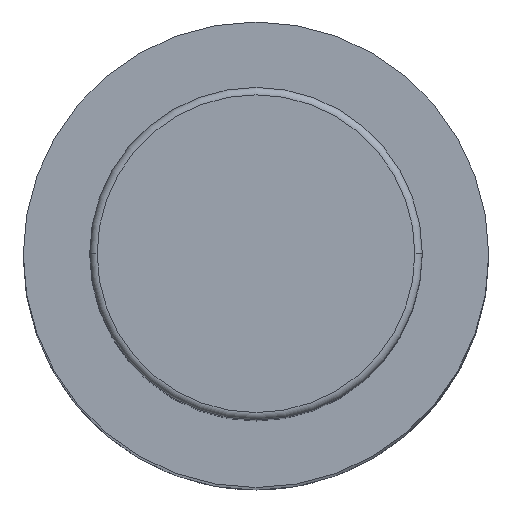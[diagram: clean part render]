
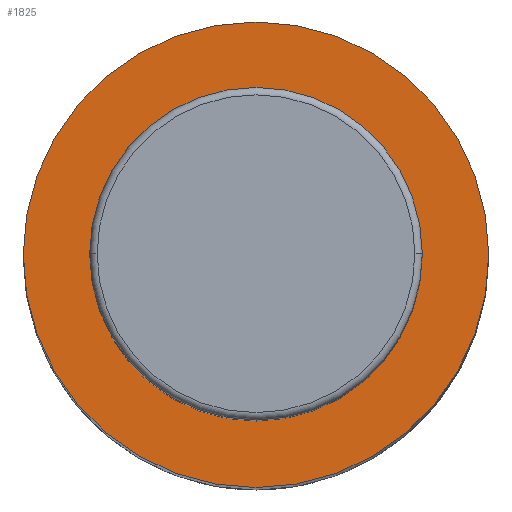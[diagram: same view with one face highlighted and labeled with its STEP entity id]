
A CAD part, top view. The second image highlights one B-rep face of the part: STEP entity #1825.
In plain terms, the highlighted planar face has unit normal (0, 0, 1).
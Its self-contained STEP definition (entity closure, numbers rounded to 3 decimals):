
#22 = VERTEX_POINT ( 'NONE', #334 ) ;
#61 = DIRECTION ( 'NONE',  ( 0., 0., -1. ) ) ;
#68 = AXIS2_PLACEMENT_3D ( 'NONE', #2376, #1136, #2578 ) ;
#73 = EDGE_CURVE ( 'NONE', #22, #948, #111, .T. ) ;
#111 = CIRCLE ( 'NONE', #384, 31.5 ) ;
#155 = ORIENTED_EDGE ( 'NONE', *, *, #73, .F. ) ;
#219 = PLANE ( 'NONE',  #545 ) ;
#294 = CIRCLE ( 'NONE', #1774, 22.5 ) ;
#329 = ORIENTED_EDGE ( 'NONE', *, *, #2253, .F. ) ;
#334 = CARTESIAN_POINT ( 'NONE',  ( -31.5, 0., 187. ) ) ;
#342 = CARTESIAN_POINT ( 'NONE',  ( 22.5, 0., 187. ) ) ;
#384 = AXIS2_PLACEMENT_3D ( 'NONE', #548, #1974, #749 ) ;
#405 = DIRECTION ( 'NONE',  ( 1., 0., 0. ) ) ;
#420 = ORIENTED_EDGE ( 'NONE', *, *, #1946, .T. ) ;
#446 = CARTESIAN_POINT ( 'NONE',  ( 0., 0., 187. ) ) ;
#485 = EDGE_LOOP ( 'NONE', ( #420, #1927 ) ) ;
#545 = AXIS2_PLACEMENT_3D ( 'NONE', #1204, #1614, #405 ) ;
#548 = CARTESIAN_POINT ( 'NONE',  ( 0., 0., 187. ) ) ;
#647 = DIRECTION ( 'NONE',  ( -1., 0., 0. ) ) ;
#749 = DIRECTION ( 'NONE',  ( -1., 0., 0. ) ) ;
#913 = EDGE_LOOP ( 'NONE', ( #155, #329 ) ) ;
#948 = VERTEX_POINT ( 'NONE', #1980 ) ;
#1002 = FACE_BOUND ( 'NONE', #485, .T. ) ;
#1136 = DIRECTION ( 'NONE',  ( 0., 0., -1. ) ) ;
#1204 = CARTESIAN_POINT ( 'NONE',  ( -22.5, 0., 187. ) ) ;
#1248 = CARTESIAN_POINT ( 'NONE',  ( 0., 0., 187. ) ) ;
#1258 = VERTEX_POINT ( 'NONE', #1323 ) ;
#1296 = VERTEX_POINT ( 'NONE', #342 ) ;
#1323 = CARTESIAN_POINT ( 'NONE',  ( -22.5, 0., 187. ) ) ;
#1445 = DIRECTION ( 'NONE',  ( -1., 0., 0. ) ) ;
#1542 = FACE_OUTER_BOUND ( 'NONE', #913, .T. ) ;
#1614 = DIRECTION ( 'NONE',  ( 0., 0., 1. ) ) ;
#1772 = CIRCLE ( 'NONE', #1911, 22.5 ) ;
#1774 = AXIS2_PLACEMENT_3D ( 'NONE', #1248, #61, #1445 ) ;
#1825 = ADVANCED_FACE ( 'NONE', ( #1002, #1542 ), #219, .T. ) ;
#1862 = DIRECTION ( 'NONE',  ( 0., 0., -1. ) ) ;
#1911 = AXIS2_PLACEMENT_3D ( 'NONE', #446, #1862, #647 ) ;
#1927 = ORIENTED_EDGE ( 'NONE', *, *, #1951, .T. ) ;
#1946 = EDGE_CURVE ( 'NONE', #1258, #1296, #294, .T. ) ;
#1951 = EDGE_CURVE ( 'NONE', #1296, #1258, #1772, .T. ) ;
#1974 = DIRECTION ( 'NONE',  ( 0., 0., -1. ) ) ;
#1980 = CARTESIAN_POINT ( 'NONE',  ( 31.5, 0., 187. ) ) ;
#2162 = CIRCLE ( 'NONE', #68, 31.5 ) ;
#2253 = EDGE_CURVE ( 'NONE', #948, #22, #2162, .T. ) ;
#2376 = CARTESIAN_POINT ( 'NONE',  ( 0., 0., 187. ) ) ;
#2578 = DIRECTION ( 'NONE',  ( -1., 0., 0. ) ) ;
